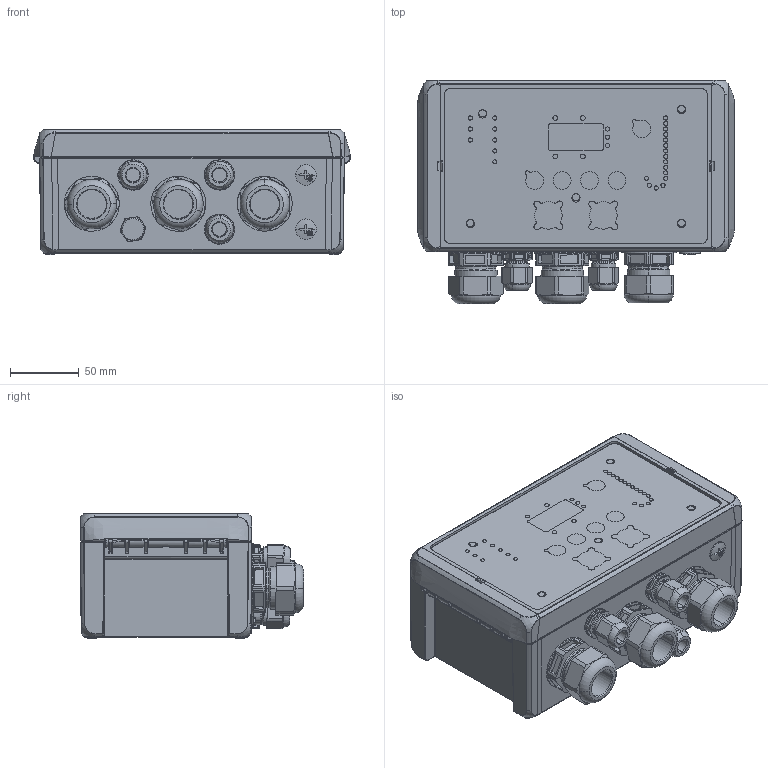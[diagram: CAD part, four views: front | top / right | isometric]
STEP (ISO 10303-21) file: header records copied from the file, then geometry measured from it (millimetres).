
FILE_DESCRIPTION (( 'STEP AP214' ), '1' );
FILE_NAME ('NAS mini 16 #87414720+#87414730.STEP', '2019-08-28T06:44:47', ( '' ), ( '' ), 'SwSTEP 2.0', 'SolidWorks 2015', '' );
FILE_SCHEMA (( 'AUTOMOTIVE_DESIGN' ));
Length unit declared in the file: millimetre
Products named in the file (1): NAS mini 16 #87414720+#87414730
Bounding box: 231 x 162.73 x 91.1 mm (x, y, z)
Volume: 498449.2 mm3; surface area: 381877.9 mm2
Topology: 34 solids, 34 shells, 4075 faces, 10485 edges, 6564 vertices
Faces by surface type: cylinder 1551, plane 1297, bspline 540, cone 394, torus 209, sphere 84
Entity records: 226130 total; most frequent: CARTESIAN_POINT 131221, ORIENTED_EDGE 20858, DIRECTION 16966, EDGE_CURVE 10429, VERTEX_POINT 6546, AXIS2_PLACEMENT_3D 6185, LINE 4596, VECTOR 4596
